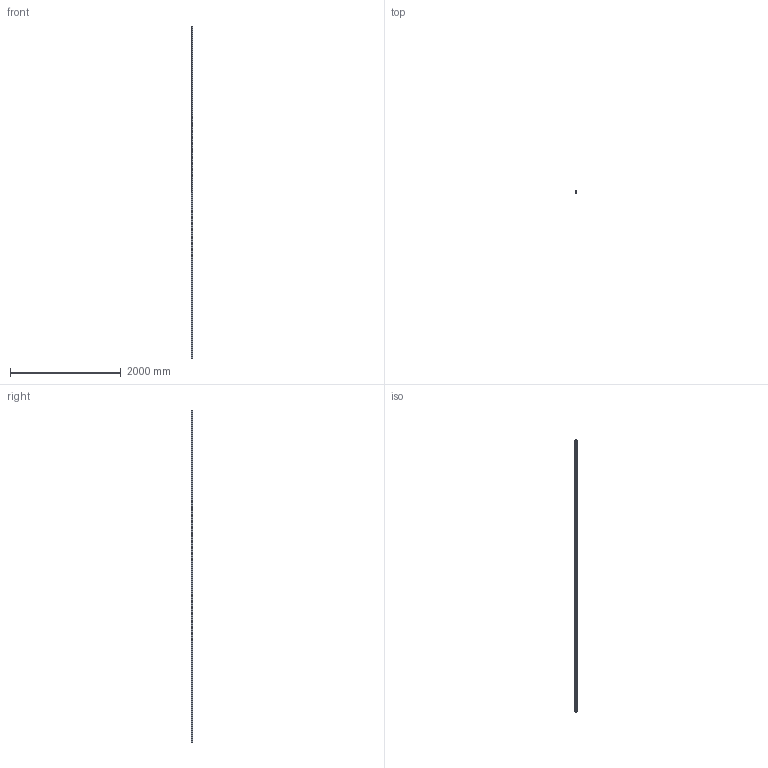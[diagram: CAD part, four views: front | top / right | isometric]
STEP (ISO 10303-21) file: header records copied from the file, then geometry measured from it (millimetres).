
FILE_DESCRIPTION (( 'STEP AP203' ), '1' );
FILE_NAME ('80530-V4A-6M.step', '2023-12-05T13:59:48', ( '' ), ( '' ), 'SwSTEP 2.0', 'SolidWorks 2018', '' );
FILE_SCHEMA (( 'CONFIG_CONTROL_DESIGN' ));
Length unit declared in the file: millimetre
Products named in the file (1): 80530-V4A-6M
Bounding box: 28 x 26 x 6000 mm (x, y, z)
Volume: 900410.8 mm3; surface area: 920860.3 mm2
Topology: 1 solids, 1 shells, 278 faces, 738 edges, 492 vertices
Faces by surface type: plane 158, bspline 114, cylinder 6
Entity records: 14863 total; most frequent: CARTESIAN_POINT 8639, ORIENTED_EDGE 1476, DIRECTION 852, EDGE_CURVE 738, VECTOR 498, LINE 498, VERTEX_POINT 492, EDGE_LOOP 308
